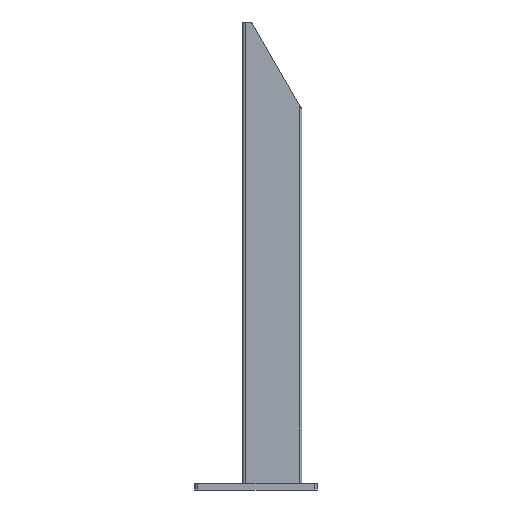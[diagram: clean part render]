
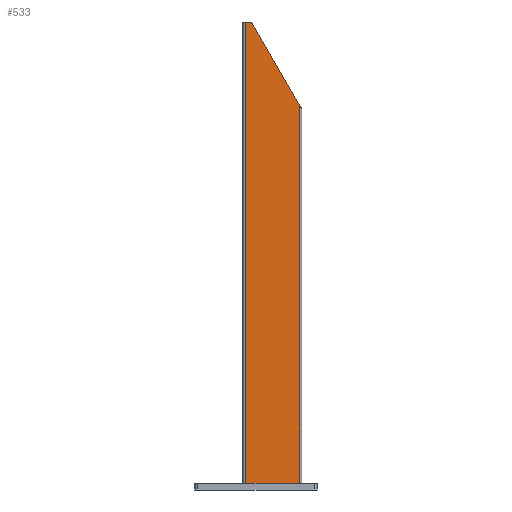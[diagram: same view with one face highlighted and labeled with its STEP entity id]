
A CAD part, left-side view. The second image highlights one B-rep face of the part: STEP entity #533.
In plain terms, the highlighted planar face has unit normal (-1, 0, 0).
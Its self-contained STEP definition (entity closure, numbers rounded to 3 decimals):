
#64 = DIRECTION ( 'NONE',  ( 0., -1., 0. ) ) ;
#68 = EDGE_CURVE ( 'NONE', #2153, #591, #2759, .T. ) ;
#155 = LINE ( 'NONE', #858, #1878 ) ;
#185 = CARTESIAN_POINT ( 'NONE',  ( -17., 7.5, 322. ) ) ;
#209 = VERTEX_POINT ( 'NONE', #301 ) ;
#301 = CARTESIAN_POINT ( 'NONE',  ( -17., 7.5, 322. ) ) ;
#313 = VECTOR ( 'NONE', #1815, 1000. ) ;
#347 = VECTOR ( 'NONE', #892, 1000. ) ;
#387 = DIRECTION ( 'NONE',  ( 0., -1., 0. ) ) ;
#438 = CARTESIAN_POINT ( 'NONE',  ( -17., -30., 264.598 ) ) ;
#533 = ADVANCED_FACE ( 'NONE', ( #1740 ), #2768, .F. ) ;
#566 = CARTESIAN_POINT ( 'NONE',  ( -17., 7.5, 322. ) ) ;
#591 = VERTEX_POINT ( 'NONE', #2721 ) ;
#609 = EDGE_CURVE ( 'NONE', #1001, #1401, #2052, .T. ) ;
#850 = VECTOR ( 'NONE', #387, 1000. ) ;
#858 = CARTESIAN_POINT ( 'NONE',  ( -17., -30., 322. ) ) ;
#892 = DIRECTION ( 'NONE',  ( 0., 0., -1. ) ) ;
#1001 = VERTEX_POINT ( 'NONE', #1088 ) ;
#1088 = CARTESIAN_POINT ( 'NONE',  ( -17., 2.275, 320.5 ) ) ;
#1105 = LINE ( 'NONE', #2554, #850 ) ;
#1127 = LINE ( 'NONE', #2558, #313 ) ;
#1249 = ORIENTED_EDGE ( 'NONE', *, *, #609, .T. ) ;
#1267 = ORIENTED_EDGE ( 'NONE', *, *, #2675, .T. ) ;
#1268 = AXIS2_PLACEMENT_3D ( 'NONE', #566, #1550, #2291 ) ;
#1288 = CARTESIAN_POINT ( 'NONE',  ( -17., 7.5, 4.75 ) ) ;
#1297 = EDGE_LOOP ( 'NONE', ( #1267, #1249, #1336, #3172, #2170, #2732 ) ) ;
#1325 = AXIS2_PLACEMENT_3D ( 'NONE', #1532, #2626, #2116 ) ;
#1336 = ORIENTED_EDGE ( 'NONE', *, *, #2151, .F. ) ;
#1401 = VERTEX_POINT ( 'NONE', #2995 ) ;
#1532 = CARTESIAN_POINT ( 'NONE',  ( -17., 4.873, 319. ) ) ;
#1550 = DIRECTION ( 'NONE',  ( 1., 0., 0. ) ) ;
#1609 = EDGE_CURVE ( 'NONE', #209, #2153, #2596, .T. ) ;
#1740 = FACE_OUTER_BOUND ( 'NONE', #1297, .T. ) ;
#1815 = DIRECTION ( 'NONE',  ( 0., 0.5, 0.866 ) ) ;
#1878 = VECTOR ( 'NONE', #2360, 1000. ) ;
#1913 = EDGE_CURVE ( 'NONE', #2254, #591, #155, .T. ) ;
#2052 = CIRCLE ( 'NONE', #1325, 3. ) ;
#2116 = DIRECTION ( 'NONE',  ( 0., 1., 0. ) ) ;
#2151 = EDGE_CURVE ( 'NONE', #209, #1401, #1105, .T. ) ;
#2153 = VERTEX_POINT ( 'NONE', #2538 ) ;
#2170 = ORIENTED_EDGE ( 'NONE', *, *, #68, .T. ) ;
#2254 = VERTEX_POINT ( 'NONE', #438 ) ;
#2291 = DIRECTION ( 'NONE',  ( 0., 1., 0. ) ) ;
#2360 = DIRECTION ( 'NONE',  ( 0., 0., -1. ) ) ;
#2507 = VECTOR ( 'NONE', #64, 1000. ) ;
#2538 = CARTESIAN_POINT ( 'NONE',  ( -17., 7.5, 4.75 ) ) ;
#2554 = CARTESIAN_POINT ( 'NONE',  ( -17., 7.5, 322. ) ) ;
#2558 = CARTESIAN_POINT ( 'NONE',  ( -17., 3.141, 322. ) ) ;
#2596 = LINE ( 'NONE', #185, #347 ) ;
#2626 = DIRECTION ( 'NONE',  ( -1., 0., 0. ) ) ;
#2675 = EDGE_CURVE ( 'NONE', #2254, #1001, #1127, .T. ) ;
#2721 = CARTESIAN_POINT ( 'NONE',  ( -17., -30., 4.75 ) ) ;
#2732 = ORIENTED_EDGE ( 'NONE', *, *, #1913, .F. ) ;
#2759 = LINE ( 'NONE', #1288, #2507 ) ;
#2768 = PLANE ( 'NONE',  #1268 ) ;
#2995 = CARTESIAN_POINT ( 'NONE',  ( -17., 4.873, 322. ) ) ;
#3172 = ORIENTED_EDGE ( 'NONE', *, *, #1609, .T. ) ;
